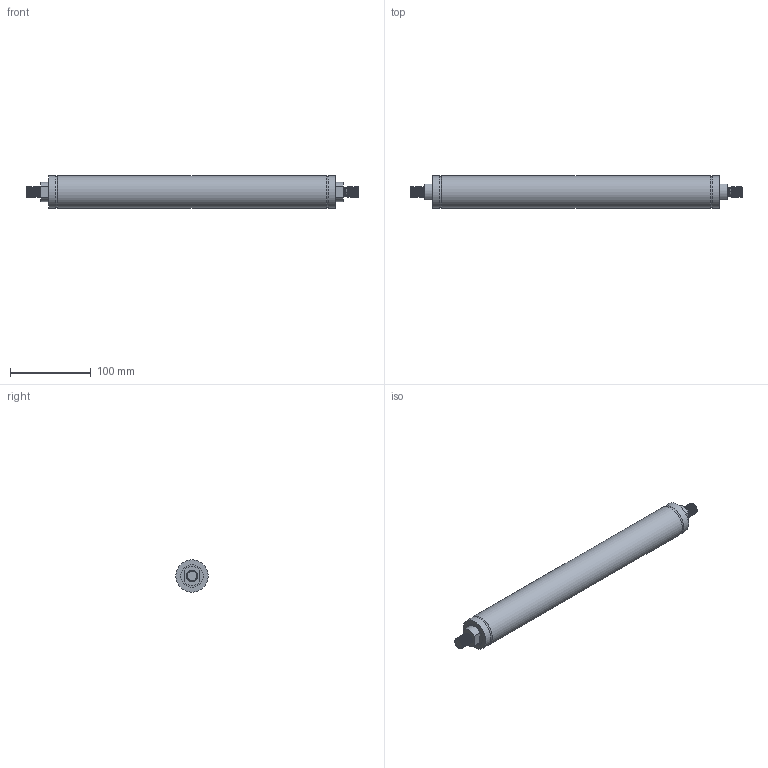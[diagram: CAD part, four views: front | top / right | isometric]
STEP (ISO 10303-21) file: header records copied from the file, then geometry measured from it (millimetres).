
FILE_DESCRIPTION(/* description */ (''),/* implementation_level */ '2;1');
FILE_NAME(/* name */ 'Z_28_40_250_0_625_Steel.stp',/* time_stamp */ '2024-03-25T11:40:00+02:00',/* author */ (''),/* organization */ (''),/* preprocessor_version */ 'ST-DEVELOPER v16',/* originating_system */ 'SIEMENS PLM Software NX 11.0',/* authorisation */ '');
FILE_SCHEMA (('AUTOMOTIVE_DESIGN { 1 0 10303 214 3 1 1 1 }'));
Length unit declared in the file: millimetre
Products named in the file (5): thread cylinder; thread rod; rod; cylinder; Z_28_40_150_0_510_Steel
Assembly tree (4 placements, depth 2):
  Z_28_40_150_0_510_Steel
    cylinder
    rod
    thread rod
    thread cylinder
Bounding box: 411 x 40 x 40 mm (x, y, z)
Volume: 626882.9 mm3; surface area: 78629.1 mm2
Topology: 4 solids, 4 shells, 45 faces, 90 edges, 58 vertices
Faces by surface type: plane 18, cylinder 17, torus 4, bspline 4, cone 2
Full cylindrical faces by diameter (mm): 3 x1, 11.7 x1, 28 x1, 32.5 x1, 35.9 x2, 40 x3
Entity records: 4635 total; most frequent: CARTESIAN_POINT 3650, DIRECTION 184, ORIENTED_EDGE 150, AXIS2_PLACEMENT_3D 83, EDGE_CURVE 75, EDGE_LOOP 66, VERTEX_POINT 57, ADVANCED_FACE 45
